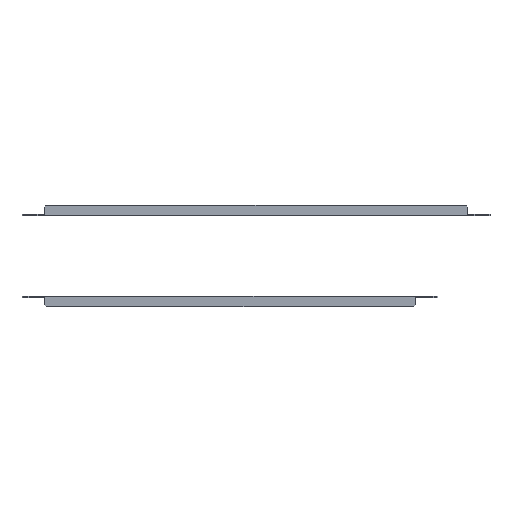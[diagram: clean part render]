
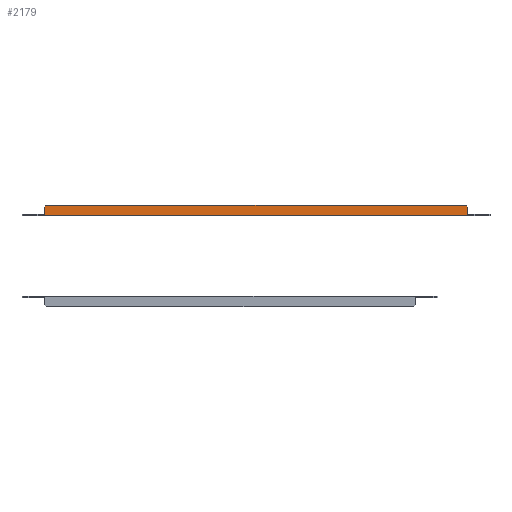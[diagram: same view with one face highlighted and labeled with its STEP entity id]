
A CAD part, front view. The second image highlights one B-rep face of the part: STEP entity #2179.
In plain terms, the highlighted planar face has unit normal (0, -1, 0).
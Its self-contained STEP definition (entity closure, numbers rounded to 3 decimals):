
#89 = LINE ( 'NONE', #6512, #3205 ) ;
#166 = CARTESIAN_POINT ( 'NONE',  ( 393., -32.502, 134.05 ) ) ;
#325 = VECTOR ( 'NONE', #1858, 1000. ) ;
#488 = ORIENTED_EDGE ( 'NONE', *, *, #814, .T. ) ;
#522 = AXIS2_PLACEMENT_3D ( 'NONE', #4836, #7049, #951 ) ;
#555 = CARTESIAN_POINT ( 'NONE',  ( 393., -32.502, 132.197 ) ) ;
#667 = LINE ( 'NONE', #3446, #325 ) ;
#814 = EDGE_CURVE ( 'NONE', #6193, #2355, #7131, .T. ) ;
#951 = DIRECTION ( 'NONE',  ( 0., 0., -1. ) ) ;
#1152 = CARTESIAN_POINT ( 'NONE',  ( 43., -32.502, 132.197 ) ) ;
#1188 = DIRECTION ( 'NONE',  ( -1., 0., 0. ) ) ;
#1210 = CARTESIAN_POINT ( 'NONE',  ( -307., -32.502, 149.697 ) ) ;
#1570 = DIRECTION ( 'NONE',  ( -0.707, 0., -0.707 ) ) ;
#1614 = CARTESIAN_POINT ( 'NONE',  ( 225.25, -32.502, 314.447 ) ) ;
#1726 = VECTOR ( 'NONE', #1188, 1000. ) ;
#1858 = DIRECTION ( 'NONE',  ( -1., 0., 0. ) ) ;
#2013 = ORIENTED_EDGE ( 'NONE', *, *, #4915, .T. ) ;
#2020 = CARTESIAN_POINT ( 'NONE',  ( 393., -32.502, 146.697 ) ) ;
#2034 = PLANE ( 'NONE',  #522 ) ;
#2153 = VERTEX_POINT ( 'NONE', #5928 ) ;
#2179 = ADVANCED_FACE ( 'NONE', ( #3057 ), #2034, .T. ) ;
#2324 = ORIENTED_EDGE ( 'NONE', *, *, #4778, .T. ) ;
#2355 = VERTEX_POINT ( 'NONE', #5965 ) ;
#2447 = CARTESIAN_POINT ( 'NONE',  ( -307., -32.502, 132.197 ) ) ;
#2755 = ORIENTED_EDGE ( 'NONE', *, *, #6870, .T. ) ;
#3057 = FACE_OUTER_BOUND ( 'NONE', #4089, .T. ) ;
#3205 = VECTOR ( 'NONE', #1570, 1000. ) ;
#3446 = CARTESIAN_POINT ( 'NONE',  ( 393., -32.502, 149.697 ) ) ;
#3840 = LINE ( 'NONE', #1152, #1726 ) ;
#4089 = EDGE_LOOP ( 'NONE', ( #2755, #488, #2013, #2324, #4387, #6378 ) ) ;
#4387 = ORIENTED_EDGE ( 'NONE', *, *, #5857, .T. ) ;
#4594 = DIRECTION ( 'NONE',  ( 0., 0., 1. ) ) ;
#4649 = VECTOR ( 'NONE', #4917, 1000. ) ;
#4778 = EDGE_CURVE ( 'NONE', #5007, #2153, #89, .T. ) ;
#4836 = CARTESIAN_POINT ( 'NONE',  ( 43., -32.502, 132.197 ) ) ;
#4915 = EDGE_CURVE ( 'NONE', #2355, #5007, #667, .T. ) ;
#4917 = DIRECTION ( 'NONE',  ( -0.707, 0., 0.707 ) ) ;
#4945 = DIRECTION ( 'NONE',  ( 0., 0., -1. ) ) ;
#5007 = VERTEX_POINT ( 'NONE', #6436 ) ;
#5102 = LINE ( 'NONE', #166, #5525 ) ;
#5525 = VECTOR ( 'NONE', #4594, 1000. ) ;
#5681 = VERTEX_POINT ( 'NONE', #2447 ) ;
#5805 = VERTEX_POINT ( 'NONE', #555 ) ;
#5857 = EDGE_CURVE ( 'NONE', #2153, #5681, #6188, .T. ) ;
#5928 = CARTESIAN_POINT ( 'NONE',  ( -307., -32.502, 146.697 ) ) ;
#5965 = CARTESIAN_POINT ( 'NONE',  ( 390., -32.502, 149.697 ) ) ;
#6188 = LINE ( 'NONE', #1210, #6329 ) ;
#6193 = VERTEX_POINT ( 'NONE', #2020 ) ;
#6329 = VECTOR ( 'NONE', #4945, 1000. ) ;
#6378 = ORIENTED_EDGE ( 'NONE', *, *, #6690, .F. ) ;
#6436 = CARTESIAN_POINT ( 'NONE',  ( -304., -32.502, 149.697 ) ) ;
#6512 = CARTESIAN_POINT ( 'NONE',  ( -139.25, -32.502, 314.447 ) ) ;
#6690 = EDGE_CURVE ( 'NONE', #5805, #5681, #3840, .T. ) ;
#6870 = EDGE_CURVE ( 'NONE', #5805, #6193, #5102, .T. ) ;
#7049 = DIRECTION ( 'NONE',  ( 0., -1., 0. ) ) ;
#7131 = LINE ( 'NONE', #1614, #4649 ) ;
